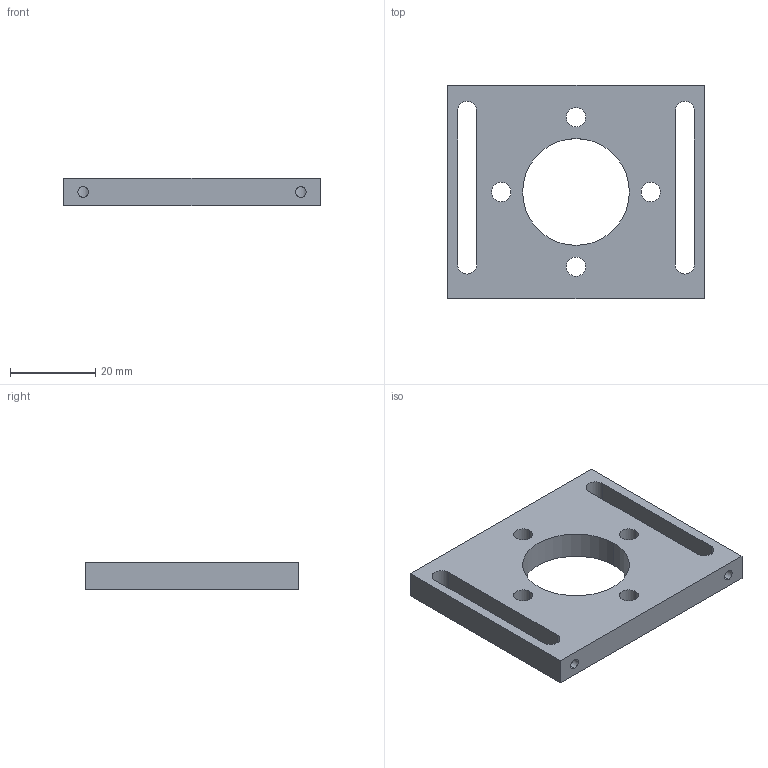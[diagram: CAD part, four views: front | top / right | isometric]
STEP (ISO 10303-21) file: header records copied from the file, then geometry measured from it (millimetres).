
FILE_DESCRIPTION (( 'STEP AP203' ), '1' );
FILE_NAME ('J1 & J3 Motor Mount.STEP', '2020-08-03T02:11:31', ( '' ), ( '' ), 'SwSTEP 2.0', 'SolidWorks 2019', '' );
FILE_SCHEMA (( 'CONFIG_CONTROL_DESIGN' ));
Length unit declared in the file: millimetre
Products named in the file (1): J1 & J3 Motor Mount
Bounding box: 60 x 50 x 6.35 mm (x, y, z)
Volume: 12980.9 mm3; surface area: 7551.4 mm2
Topology: 1 solids, 1 shells, 36 faces, 94 edges, 60 vertices
Faces by surface type: cylinder 18, plane 10, cone 8
Entity records: 1311 total; most frequent: CARTESIAN_POINT 283, DIRECTION 204, ORIENTED_EDGE 188, EDGE_CURVE 94, AXIS2_PLACEMENT_3D 77, VERTEX_POINT 60, EDGE_LOOP 54, LINE 50
